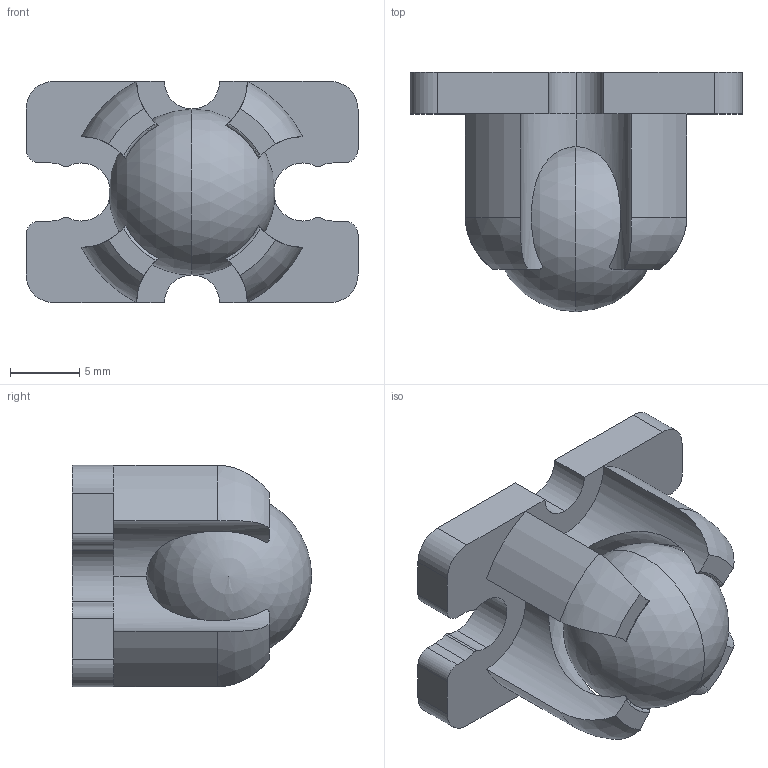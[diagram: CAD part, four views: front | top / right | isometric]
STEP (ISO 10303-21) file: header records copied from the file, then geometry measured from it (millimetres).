
FILE_DESCRIPTION (( 'STEP AP214' ), '1' );
FILE_NAME ('Universal Wheel ASM注塑全向轮装配.step', '2016-10-28T04:19:53', ( 'dell' ), ( '' ), 'SwSTEP 2.0', 'SolidWorks 2013', '' );
FILE_SCHEMA (( 'AUTOMOTIVE_DESIGN' ));
Length unit declared in the file: millimetre
Products named in the file (1): Universal Wheel ASM注塑全向轮装配
Bounding box: 24 x 17.3 x 16 mm (x, y, z)
Volume: 2187.4 mm3; surface area: 2368.3 mm2
Topology: 2 solids, 2 shells, 147 faces, 410 edges, 269 vertices
Faces by surface type: cylinder 81, plane 34, torus 16, bspline 8, sphere 6, cone 2
Entity records: 6899 total; most frequent: CARTESIAN_POINT 1460, DIRECTION 813, ORIENTED_EDGE 810, EDGE_CURVE 405, AXIS2_PLACEMENT_3D 329, VERTEX_POINT 266, CIRCLE 189, VECTOR 155
